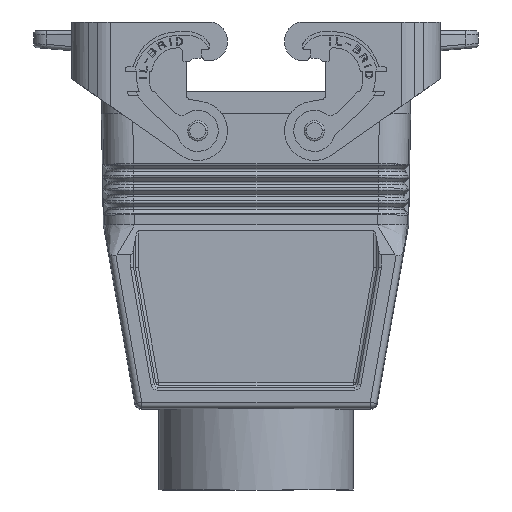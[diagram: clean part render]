
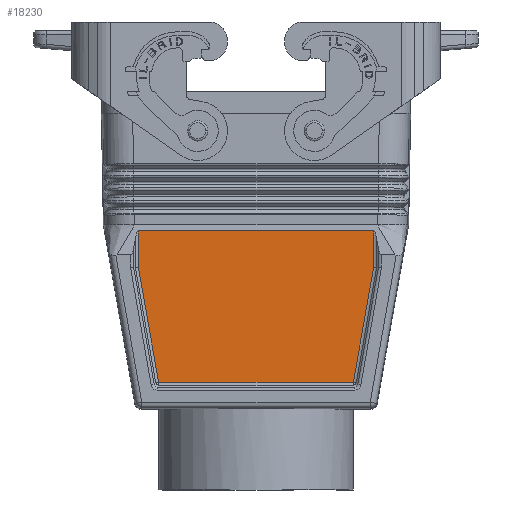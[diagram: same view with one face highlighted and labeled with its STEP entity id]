
A CAD part, front view. The second image highlights one B-rep face of the part: STEP entity #18230.
In plain terms, the highlighted face is planar.
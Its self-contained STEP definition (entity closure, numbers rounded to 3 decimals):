
#7610=CARTESIAN_POINT('',(117.12,4.434,
63.586));
#7620=VERTEX_POINT('',#7610);
#10280=CARTESIAN_POINT('',(117.12,-0.345,
27.871));
#10290=VERTEX_POINT('',#10280);
#10320=CARTESIAN_POINT('',(117.12,25.163,
27.871));
#10330=DIRECTION('',(0.,-1.,0.));
#10340=VECTOR('',#10330,1.);
#10350=LINE('',#10320,#10340);
#10360=CARTESIAN_POINT('',(117.12,55.165,
27.871));
#10370=VERTEX_POINT('',#10360);
#10380=EDGE_CURVE('',#10370,#10290,#10350,.T.);
#17790=CARTESIAN_POINT('',(117.12,54.827,
50.993));
#17800=DIRECTION('',(1.,0.,0.));
#17810=DIRECTION('',(0.,1.,0.));
#17820=AXIS2_PLACEMENT_3D('',#17790,#17800,#17810);
#17830=PLANE('',#17820);
#17840=CARTESIAN_POINT('',(117.12,-0.738,
34.229));
#17850=DIRECTION('',(0.,0.174,0.985));
#17860=VECTOR('',#17850,1.);
#17870=LINE('',#17840,#17860);
#17880=CARTESIAN_POINT('',(117.12,-0.345,
36.458));
#17890=VERTEX_POINT('',#17880);
#17900=EDGE_CURVE('',#17890,#7620,#17870,.T.);
#17910=ORIENTED_EDGE('',*,*,#17900,.F.);
#17920=CARTESIAN_POINT('',(117.12,25.163,
63.586));
#17930=DIRECTION('',(0.,1.,0.));
#17940=VECTOR('',#17930,1.);
#17950=LINE('',#17920,#17940);
#17960=CARTESIAN_POINT('',(117.12,50.387,
63.586));
#17970=VERTEX_POINT('',#17960);
#17980=EDGE_CURVE('',#7620,#17970,#17950,.T.);
#17990=ORIENTED_EDGE('',*,*,#17980,.F.);
#18000=CARTESIAN_POINT('',(117.12,55.559,
34.229));
#18010=DIRECTION('',(0.,-0.174,0.985));
#18020=VECTOR('',#18010,1.);
#18030=LINE('',#18000,#18020);
#18040=CARTESIAN_POINT('',(117.12,55.165,
36.464));
#18050=VERTEX_POINT('',#18040);
#18060=EDGE_CURVE('',#18050,#17970,#18030,.T.);
#18070=ORIENTED_EDGE('',*,*,#18060,.T.);
#18080=CARTESIAN_POINT('',(117.12,55.165,
34.229));
#18090=DIRECTION('',(0.,0.,-1.));
#18100=VECTOR('',#18090,1.);
#18110=LINE('',#18080,#18100);
#18120=EDGE_CURVE('',#18050,#10370,#18110,.T.);
#18130=ORIENTED_EDGE('',*,*,#18120,.F.);
#18140=ORIENTED_EDGE('',*,*,#10380,.F.);
#18150=CARTESIAN_POINT('',(117.12,-0.345,
34.229));
#18160=DIRECTION('',(0.,0.,-1.));
#18170=VECTOR('',#18160,1.);
#18180=LINE('',#18150,#18170);
#18190=EDGE_CURVE('',#17890,#10290,#18180,.T.);
#18200=ORIENTED_EDGE('',*,*,#18190,.T.);
#18210=EDGE_LOOP('',(#18200,#18140,#18130,#18070,#17990,#17910));
#18220=FACE_OUTER_BOUND('',#18210,.T.);
#18230=ADVANCED_FACE('',(#18220),#17830,.T.);
